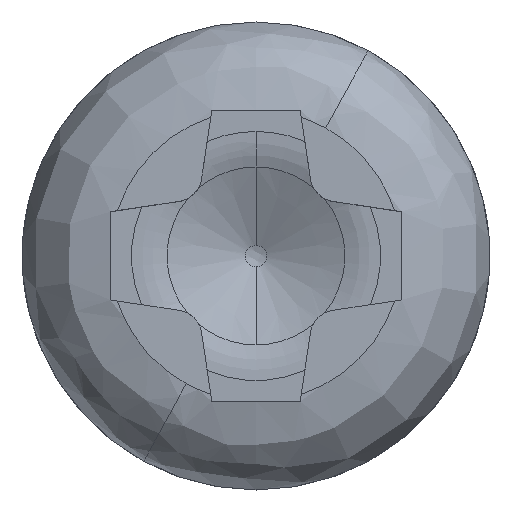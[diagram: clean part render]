
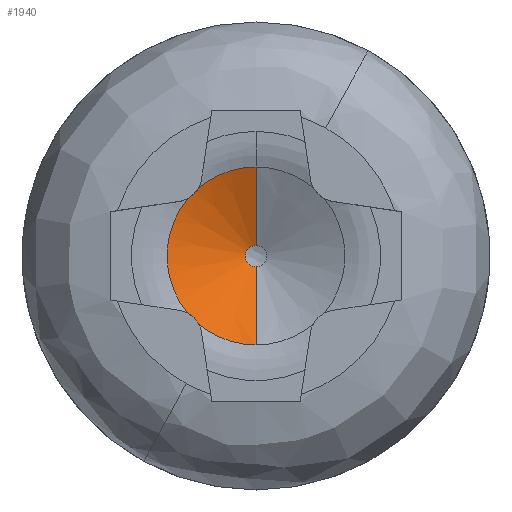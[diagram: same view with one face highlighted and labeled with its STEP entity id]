
A CAD part, top view. The second image highlights one B-rep face of the part: STEP entity #1940.
In plain terms, the highlighted conical face has half-angle 66.261 degrees and reference radius 1.008 mm.
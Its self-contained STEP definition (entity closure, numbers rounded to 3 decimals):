
#18 = CIRCLE ( 'NONE', #2082, 0.121 ) ;
#136 = CARTESIAN_POINT ( 'NONE',  ( -0.72, 0.678, 0.707 ) ) ;
#172 = DIRECTION ( 'NONE',  ( 0., 0., 1. ) ) ;
#185 = DIRECTION ( 'NONE',  ( 0., 0.915, 0.403 ) ) ;
#571 = EDGE_CURVE ( 'NONE', #7834, #10455, #7399, .T. ) ;
#611 = ORIENTED_EDGE ( 'NONE', *, *, #5134, .F. ) ;
#696 = AXIS2_PLACEMENT_3D ( 'NONE', #5104, #172, #1087 ) ;
#755 = EDGE_CURVE ( 'NONE', #2889, #7873, #4408, .T. ) ;
#871 = CONICAL_SURFACE ( 'NONE', #696, 1.008, 1.156 ) ;
#1044 = VERTEX_POINT ( 'NONE', #10082 ) ;
#1087 = DIRECTION ( 'NONE',  ( 0., -1., 0. ) ) ;
#1203 = DIRECTION ( 'NONE',  ( 0., 0., 1. ) ) ;
#1306 = EDGE_CURVE ( 'NONE', #1044, #10455, #4335, .T. ) ;
#1452 = DIRECTION ( 'NONE',  ( 0., 0., 1. ) ) ;
#1567 = ORIENTED_EDGE ( 'NONE', *, *, #8518, .T. ) ;
#1816 = CARTESIAN_POINT ( 'NONE',  ( 0., -0.121, 0.325 ) ) ;
#1940 = ADVANCED_FACE ( 'NONE', ( #4453 ), #871, .F. ) ;
#1942 = B_SPLINE_CURVE_WITH_KNOTS ( 'NONE', 3,
 ( #9242, #2846, #136, #10050 ),
 .UNSPECIFIED., .F., .F.,
 ( 4, 4 ),
 ( 0., 0. ),
 .UNSPECIFIED. ) ;
#2082 = AXIS2_PLACEMENT_3D ( 'NONE', #4160, #5893, #5078 ) ;
#2087 = B_SPLINE_CURVE_WITH_KNOTS ( 'NONE', 3,
 ( #5973, #4776, #3091, #8738 ),
 .UNSPECIFIED., .F., .F.,
 ( 4, 4 ),
 ( 0., 0. ),
 .UNSPECIFIED. ) ;
#2273 = CARTESIAN_POINT ( 'NONE',  ( 0., 0.121, 0.325 ) ) ;
#2484 = VERTEX_POINT ( 'NONE', #2632 ) ;
#2564 = EDGE_CURVE ( 'NONE', #7873, #5680, #8858, .T. ) ;
#2632 = CARTESIAN_POINT ( 'NONE',  ( -0.769, -0.651, 0.715 ) ) ;
#2651 = ORIENTED_EDGE ( 'NONE', *, *, #2564, .T. ) ;
#2846 = CARTESIAN_POINT ( 'NONE',  ( -0.678, 0.72, 0.707 ) ) ;
#2889 = VERTEX_POINT ( 'NONE', #2273 ) ;
#3091 = CARTESIAN_POINT ( 'NONE',  ( -0.678, -0.72, 0.707 ) ) ;
#3110 = VECTOR ( 'NONE', #185, 1000. ) ;
#3121 = AXIS2_PLACEMENT_3D ( 'NONE', #8245, #1452, #5753 ) ;
#3170 = CARTESIAN_POINT ( 'NONE',  ( 0., 1.008, 0.715 ) ) ;
#4160 = CARTESIAN_POINT ( 'NONE',  ( 0., 0., 0.325 ) ) ;
#4335 = CIRCLE ( 'NONE', #3121, 1.008 ) ;
#4408 = LINE ( 'NONE', #5876, #3110 ) ;
#4453 = FACE_OUTER_BOUND ( 'NONE', #7739, .T. ) ;
#4521 = DIRECTION ( 'NONE',  ( 0., 1., 0. ) ) ;
#4776 = CARTESIAN_POINT ( 'NONE',  ( -0.72, -0.678, 0.707 ) ) ;
#4996 = DIRECTION ( 'NONE',  ( 0., 1., 0. ) ) ;
#5078 = DIRECTION ( 'NONE',  ( 0., -1., 0. ) ) ;
#5104 = CARTESIAN_POINT ( 'NONE',  ( 0., 0., 0.715 ) ) ;
#5134 = EDGE_CURVE ( 'NONE', #2889, #7834, #18, .T. ) ;
#5333 = CARTESIAN_POINT ( 'NONE',  ( 0., 0., 0.715 ) ) ;
#5680 = VERTEX_POINT ( 'NONE', #8139 ) ;
#5753 = DIRECTION ( 'NONE',  ( 0., 1., 0. ) ) ;
#5827 = DIRECTION ( 'NONE',  ( 0., -0.915, 0.403 ) ) ;
#5876 = CARTESIAN_POINT ( 'NONE',  ( 0., 1.008, 0.715 ) ) ;
#5893 = DIRECTION ( 'NONE',  ( 0., 0., 1. ) ) ;
#5973 = CARTESIAN_POINT ( 'NONE',  ( -0.769, -0.651, 0.715 ) ) ;
#6952 = CARTESIAN_POINT ( 'NONE',  ( -0.769, 0.651, 0.715 ) ) ;
#7107 = AXIS2_PLACEMENT_3D ( 'NONE', #5333, #1203, #4521 ) ;
#7346 = CARTESIAN_POINT ( 'NONE',  ( 0., -1.008, 0.715 ) ) ;
#7399 = LINE ( 'NONE', #7346, #8309 ) ;
#7407 = CIRCLE ( 'NONE', #8790, 1.008 ) ;
#7416 = EDGE_CURVE ( 'NONE', #9767, #2484, #7407, .T. ) ;
#7472 = ORIENTED_EDGE ( 'NONE', *, *, #7416, .T. ) ;
#7492 = DIRECTION ( 'NONE',  ( 0., 0., 1. ) ) ;
#7544 = CARTESIAN_POINT ( 'NONE',  ( 0., 0., 0.715 ) ) ;
#7739 = EDGE_LOOP ( 'NONE', ( #611, #9813, #2651, #1567, #7472, #9412, #9771, #10471 ) ) ;
#7834 = VERTEX_POINT ( 'NONE', #1816 ) ;
#7873 = VERTEX_POINT ( 'NONE', #3170 ) ;
#8139 = CARTESIAN_POINT ( 'NONE',  ( -0.651, 0.769, 0.715 ) ) ;
#8245 = CARTESIAN_POINT ( 'NONE',  ( 0., 0., 0.715 ) ) ;
#8309 = VECTOR ( 'NONE', #5827, 1000. ) ;
#8518 = EDGE_CURVE ( 'NONE', #5680, #9767, #1942, .T. ) ;
#8712 = EDGE_CURVE ( 'NONE', #2484, #1044, #2087, .T. ) ;
#8738 = CARTESIAN_POINT ( 'NONE',  ( -0.651, -0.769, 0.715 ) ) ;
#8790 = AXIS2_PLACEMENT_3D ( 'NONE', #7544, #7492, #4996 ) ;
#8858 = CIRCLE ( 'NONE', #7107, 1.008 ) ;
#9242 = CARTESIAN_POINT ( 'NONE',  ( -0.651, 0.769, 0.715 ) ) ;
#9412 = ORIENTED_EDGE ( 'NONE', *, *, #8712, .T. ) ;
#9454 = CARTESIAN_POINT ( 'NONE',  ( 0., -1.008, 0.715 ) ) ;
#9767 = VERTEX_POINT ( 'NONE', #6952 ) ;
#9771 = ORIENTED_EDGE ( 'NONE', *, *, #1306, .T. ) ;
#9813 = ORIENTED_EDGE ( 'NONE', *, *, #755, .T. ) ;
#10050 = CARTESIAN_POINT ( 'NONE',  ( -0.769, 0.651, 0.715 ) ) ;
#10082 = CARTESIAN_POINT ( 'NONE',  ( -0.651, -0.769, 0.715 ) ) ;
#10455 = VERTEX_POINT ( 'NONE', #9454 ) ;
#10471 = ORIENTED_EDGE ( 'NONE', *, *, #571, .F. ) ;
